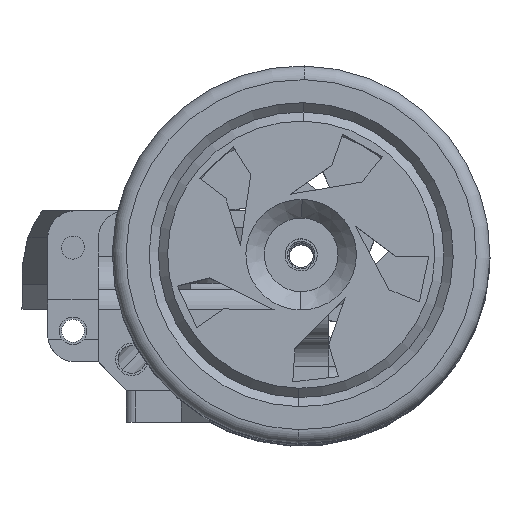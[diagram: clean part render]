
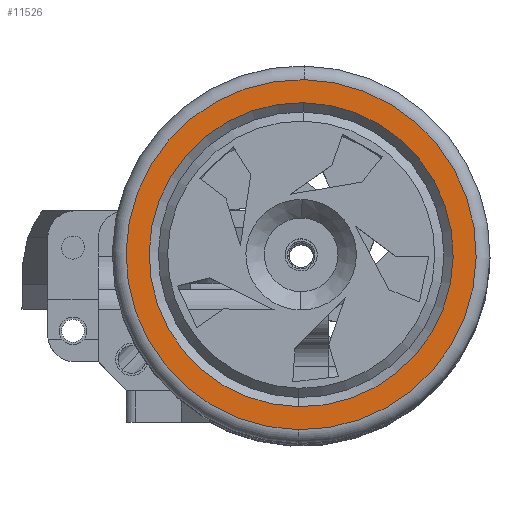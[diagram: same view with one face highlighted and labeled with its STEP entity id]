
A CAD part, left-side view. The second image highlights one B-rep face of the part: STEP entity #11526.
In plain terms, the highlighted face is planar.
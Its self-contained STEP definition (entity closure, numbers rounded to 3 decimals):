
#235 = CARTESIAN_POINT ( 'NONE',  ( -19., 0., 10. ) ) ;
#249 = EDGE_CURVE ( 'NONE', #378, #16483, #11357, .T. ) ;
#255 = CARTESIAN_POINT ( 'NONE',  ( 0., 0., 10. ) ) ;
#368 = PLANE ( 'NONE',  #4196 ) ;
#378 = VERTEX_POINT ( 'NONE', #15069 ) ;
#433 = DIRECTION ( 'NONE',  ( 0., 0., 1. ) ) ;
#443 = ORIENTED_EDGE ( 'NONE', *, *, #15542, .T. ) ;
#481 = DIRECTION ( 'NONE',  ( 1., 0., 0. ) ) ;
#1240 = DIRECTION ( 'NONE',  ( 1., 0., 0. ) ) ;
#2793 = FACE_OUTER_BOUND ( 'NONE', #15598, .T. ) ;
#3055 = AXIS2_PLACEMENT_3D ( 'NONE', #6335, #14298, #6503 ) ;
#3384 = AXIS2_PLACEMENT_3D ( 'NONE', #8209, #433, #481 ) ;
#4196 = AXIS2_PLACEMENT_3D ( 'NONE', #255, #14551, #14817 ) ;
#6335 = CARTESIAN_POINT ( 'NONE',  ( 0., 0., 10. ) ) ;
#6404 = CIRCLE ( 'NONE', #12098, 16.5 ) ;
#6427 = FACE_BOUND ( 'NONE', #13393, .T. ) ;
#6503 = DIRECTION ( 'NONE',  ( 1., 0., 0. ) ) ;
#6927 = DIRECTION ( 'NONE',  ( 0., 0., 1. ) ) ;
#7138 = AXIS2_PLACEMENT_3D ( 'NONE', #9076, #7721, #1240 ) ;
#7182 = ORIENTED_EDGE ( 'NONE', *, *, #249, .F. ) ;
#7721 = DIRECTION ( 'NONE',  ( 0., 0., 1. ) ) ;
#8117 = CARTESIAN_POINT ( 'NONE',  ( 0., 0., 10. ) ) ;
#8209 = CARTESIAN_POINT ( 'NONE',  ( 0., 0., 10. ) ) ;
#8335 = VERTEX_POINT ( 'NONE', #235 ) ;
#9076 = CARTESIAN_POINT ( 'NONE',  ( 0., 0., 10. ) ) ;
#9116 = EDGE_CURVE ( 'NONE', #16483, #378, #6404, .T. ) ;
#11027 = ORIENTED_EDGE ( 'NONE', *, *, #12927, .T. ) ;
#11259 = ORIENTED_EDGE ( 'NONE', *, *, #9116, .F. ) ;
#11357 = CIRCLE ( 'NONE', #3055, 16.5 ) ;
#11526 = ADVANCED_FACE ( 'NONE', ( #2793, #6427 ), #368, .T. ) ;
#12098 = AXIS2_PLACEMENT_3D ( 'NONE', #8117, #6927, #12107 ) ;
#12107 = DIRECTION ( 'NONE',  ( 1., 0., 0. ) ) ;
#12288 = CIRCLE ( 'NONE', #7138, 19. ) ;
#12927 = EDGE_CURVE ( 'NONE', #8335, #16332, #12288, .T. ) ;
#13034 = CIRCLE ( 'NONE', #3384, 19. ) ;
#13393 = EDGE_LOOP ( 'NONE', ( #11259, #7182 ) ) ;
#14225 = CARTESIAN_POINT ( 'NONE',  ( 16.5, 0., 10. ) ) ;
#14298 = DIRECTION ( 'NONE',  ( 0., 0., 1. ) ) ;
#14302 = CARTESIAN_POINT ( 'NONE',  ( 19., 0., 10. ) ) ;
#14551 = DIRECTION ( 'NONE',  ( 0., 0., 1. ) ) ;
#14817 = DIRECTION ( 'NONE',  ( 1., 0., 0. ) ) ;
#15069 = CARTESIAN_POINT ( 'NONE',  ( -16.5, 0., 10. ) ) ;
#15542 = EDGE_CURVE ( 'NONE', #16332, #8335, #13034, .T. ) ;
#15598 = EDGE_LOOP ( 'NONE', ( #443, #11027 ) ) ;
#16332 = VERTEX_POINT ( 'NONE', #14302 ) ;
#16483 = VERTEX_POINT ( 'NONE', #14225 ) ;
